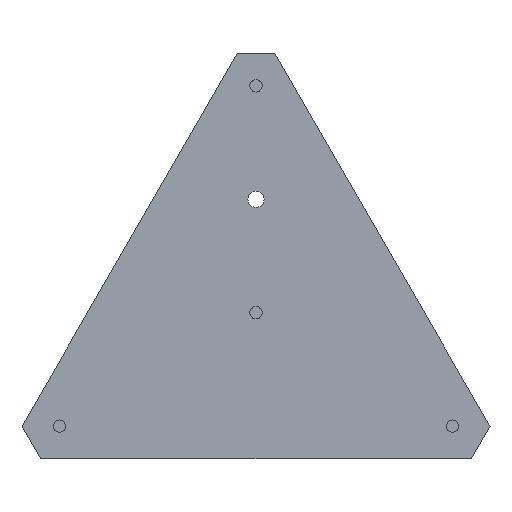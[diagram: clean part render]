
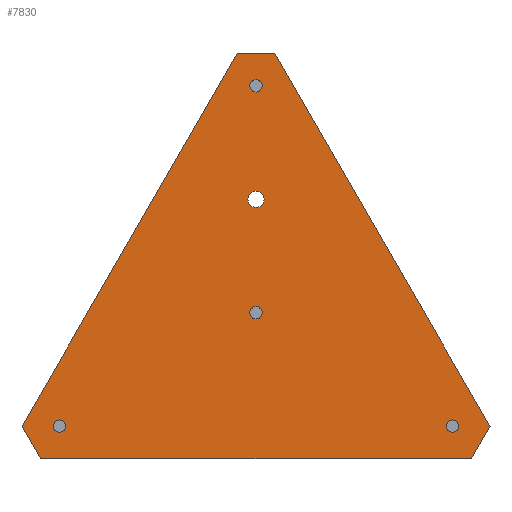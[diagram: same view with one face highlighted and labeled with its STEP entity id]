
A CAD part, front view. The second image highlights one B-rep face of the part: STEP entity #7830.
In plain terms, the highlighted planar face has unit normal (0, -1, 0).
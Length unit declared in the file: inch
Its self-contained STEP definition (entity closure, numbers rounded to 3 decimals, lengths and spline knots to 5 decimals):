
#22 = EDGE_CURVE ( 'NONE', #6848, #861, #6724, .T. ) ;
#211 = DIRECTION ( 'NONE',  ( 0., 0., -1. ) ) ;
#502 = ORIENTED_EDGE ( 'NONE', *, *, #13313, .T. ) ;
#569 = AXIS2_PLACEMENT_3D ( 'NONE', #1430, #14006, #9391 ) ;
#603 = VECTOR ( 'NONE', #7826, 39.37008 ) ;
#700 = DIRECTION ( 'NONE',  ( -1., 0., 0. ) ) ;
#768 = DIRECTION ( 'NONE',  ( 0., 0., -1. ) ) ;
#792 = DIRECTION ( 'NONE',  ( 0., 1., 0. ) ) ;
#804 = CARTESIAN_POINT ( 'NONE',  ( -0.24917, -4.1019, 4.15871 ) ) ;
#812 = ORIENTED_EDGE ( 'NONE', *, *, #12461, .F. ) ;
#861 = VERTEX_POINT ( 'NONE', #804 ) ;
#985 = DIRECTION ( 'NONE',  ( 0., 1., 0. ) ) ;
#1076 = AXIS2_PLACEMENT_3D ( 'NONE', #2036, #10090, #3169 ) ;
#1123 = AXIS2_PLACEMENT_3D ( 'NONE', #14489, #7649, #768 ) ;
#1138 = VERTEX_POINT ( 'NONE', #14333 ) ;
#1158 = VERTEX_POINT ( 'NONE', #14556 ) ;
#1253 = CIRCLE ( 'NONE', #1076, 0.0795 ) ;
#1401 = EDGE_LOOP ( 'NONE', ( #10080, #5994 ) ) ;
#1430 = CARTESIAN_POINT ( 'NONE',  ( 0.04107, -4.1019, 0.15871 ) ) ;
#1594 = ORIENTED_EDGE ( 'NONE', *, *, #8145, .T. ) ;
#1602 = EDGE_CURVE ( 'NONE', #13831, #5523, #6484, .T. ) ;
#1625 = CARTESIAN_POINT ( 'NONE',  ( 3.07207, -4.1019, -1.51179 ) ) ;
#2036 = CARTESIAN_POINT ( 'NONE',  ( -2.98993, -4.1019, -1.59129 ) ) ;
#2100 = LINE ( 'NONE', #8718, #10901 ) ;
#2215 = DIRECTION ( 'NONE',  ( 0., 1., 0. ) ) ;
#2448 = VERTEX_POINT ( 'NONE', #4393 ) ;
#2509 = EDGE_LOOP ( 'NONE', ( #10089, #2836 ) ) ;
#2557 = CARTESIAN_POINT ( 'NONE',  ( 3.65107, -4.1019, -1.59129 ) ) ;
#2616 = DIRECTION ( 'NONE',  ( 0., 1., 0. ) ) ;
#2675 = CARTESIAN_POINT ( 'NONE',  ( -3.56893, -4.1019, -1.59129 ) ) ;
#2693 = CIRCLE ( 'NONE', #1123, 0.0795 ) ;
#2706 = CIRCLE ( 'NONE', #3986, 0.0795 ) ;
#2804 = FACE_BOUND ( 'NONE', #2963, .T. ) ;
#2834 = CIRCLE ( 'NONE', #10782, 0.0795 ) ;
#2836 = ORIENTED_EDGE ( 'NONE', *, *, #9633, .T. ) ;
#2887 = CARTESIAN_POINT ( 'NONE',  ( 0.04107, -4.1019, 2.03371 ) ) ;
#2963 = EDGE_LOOP ( 'NONE', ( #1594, #14272 ) ) ;
#3091 = CARTESIAN_POINT ( 'NONE',  ( 0.04107, -4.1019, 1.90871 ) ) ;
#3132 = VERTEX_POINT ( 'NONE', #13102 ) ;
#3153 = FACE_BOUND ( 'NONE', #2509, .T. ) ;
#3169 = DIRECTION ( 'NONE',  ( 0., 0., -1. ) ) ;
#3394 = AXIS2_PLACEMENT_3D ( 'NONE', #11495, #12215, #9213 ) ;
#3642 = VERTEX_POINT ( 'NONE', #6182 ) ;
#3716 = EDGE_CURVE ( 'NONE', #1138, #8137, #4805, .T. ) ;
#3986 = AXIS2_PLACEMENT_3D ( 'NONE', #7874, #985, #9017 ) ;
#4242 = DIRECTION ( 'NONE',  ( 0., 0., -1. ) ) ;
#4375 = ORIENTED_EDGE ( 'NONE', *, *, #14860, .T. ) ;
#4393 = CARTESIAN_POINT ( 'NONE',  ( -2.98993, -4.1019, -1.67079 ) ) ;
#4512 = CARTESIAN_POINT ( 'NONE',  ( 0.3313, -4.1019, 4.15871 ) ) ;
#4675 = VERTEX_POINT ( 'NONE', #11016 ) ;
#4805 = CIRCLE ( 'NONE', #569, 0.0795 ) ;
#4818 = EDGE_CURVE ( 'NONE', #14690, #7037, #9472, .T. ) ;
#4855 = DIRECTION ( 'NONE',  ( -0.5, 0., -0.866 ) ) ;
#5128 = VECTOR ( 'NONE', #9884, 39.37008 ) ;
#5468 = VECTOR ( 'NONE', #9947, 39.37008 ) ;
#5523 = VERTEX_POINT ( 'NONE', #9792 ) ;
#5847 = FACE_OUTER_BOUND ( 'NONE', #8787, .T. ) ;
#5994 = ORIENTED_EDGE ( 'NONE', *, *, #12869, .T. ) ;
#6008 = CARTESIAN_POINT ( 'NONE',  ( 0.04107, -4.1019, 1.90871 ) ) ;
#6182 = CARTESIAN_POINT ( 'NONE',  ( -2.98993, -4.1019, -1.51179 ) ) ;
#6484 = CIRCLE ( 'NONE', #3394, 0.0795 ) ;
#6540 = EDGE_LOOP ( 'NONE', ( #8000, #4375 ) ) ;
#6724 = LINE ( 'NONE', #2675, #603 ) ;
#6848 = VERTEX_POINT ( 'NONE', #7008 ) ;
#7008 = CARTESIAN_POINT ( 'NONE',  ( -3.56893, -4.1019, -1.59129 ) ) ;
#7037 = VERTEX_POINT ( 'NONE', #1625 ) ;
#7071 = DIRECTION ( 'NONE',  ( 0., 1., 0. ) ) ;
#7124 = ORIENTED_EDGE ( 'NONE', *, *, #8612, .F. ) ;
#7177 = DIRECTION ( 'NONE',  ( 0., 0., -1. ) ) ;
#7649 = DIRECTION ( 'NONE',  ( 0., 1., 0. ) ) ;
#7826 = DIRECTION ( 'NONE',  ( 0.5, 0., 0.866 ) ) ;
#7830 = ADVANCED_FACE ( 'NONE', ( #2804, #3153, #14630, #11584, #8549, #5847 ), #9082, .F. ) ;
#7874 = CARTESIAN_POINT ( 'NONE',  ( 0.04107, -4.1019, 0.15871 ) ) ;
#8000 = ORIENTED_EDGE ( 'NONE', *, *, #14638, .T. ) ;
#8137 = VERTEX_POINT ( 'NONE', #8245 ) ;
#8145 = EDGE_CURVE ( 'NONE', #5523, #13831, #14070, .T. ) ;
#8245 = CARTESIAN_POINT ( 'NONE',  ( 0.04107, -4.1019, 0.23821 ) ) ;
#8549 = FACE_BOUND ( 'NONE', #6540, .T. ) ;
#8612 = EDGE_CURVE ( 'NONE', #3132, #12914, #13707, .T. ) ;
#8718 = CARTESIAN_POINT ( 'NONE',  ( 3.36239, -4.1019, -2.09129 ) ) ;
#8787 = EDGE_LOOP ( 'NONE', ( #11713, #9245, #812, #12735, #7124, #10829 ) ) ;
#8839 = EDGE_CURVE ( 'NONE', #861, #8887, #11557, .T. ) ;
#8887 = VERTEX_POINT ( 'NONE', #11213 ) ;
#9017 = DIRECTION ( 'NONE',  ( 0., 0., -1. ) ) ;
#9082 = PLANE ( 'NONE',  #12918 ) ;
#9128 = CIRCLE ( 'NONE', #11996, 0.125 ) ;
#9213 = DIRECTION ( 'NONE',  ( 0., 0., -1. ) ) ;
#9245 = ORIENTED_EDGE ( 'NONE', *, *, #22, .F. ) ;
#9391 = DIRECTION ( 'NONE',  ( 0., 0., -1. ) ) ;
#9472 = CIRCLE ( 'NONE', #12788, 0.0795 ) ;
#9485 = DIRECTION ( 'NONE',  ( 0., 0., -1. ) ) ;
#9515 = CARTESIAN_POINT ( 'NONE',  ( 0.04107, -4.1019, 3.65871 ) ) ;
#9633 = EDGE_CURVE ( 'NONE', #3642, #2448, #1253, .T. ) ;
#9792 = CARTESIAN_POINT ( 'NONE',  ( 0.04107, -4.1019, 3.57921 ) ) ;
#9884 = DIRECTION ( 'NONE',  ( -0.5, 0., 0.866 ) ) ;
#9947 = DIRECTION ( 'NONE',  ( 1., 0., 0. ) ) ;
#10051 = VECTOR ( 'NONE', #10266, 39.37008 ) ;
#10080 = ORIENTED_EDGE ( 'NONE', *, *, #3716, .T. ) ;
#10089 = ORIENTED_EDGE ( 'NONE', *, *, #14574, .T. ) ;
#10090 = DIRECTION ( 'NONE',  ( 0., 1., 0. ) ) ;
#10259 = DIRECTION ( 'NONE',  ( 0., 0., -1. ) ) ;
#10266 = DIRECTION ( 'NONE',  ( 0.5, 0., -0.866 ) ) ;
#10667 = DIRECTION ( 'NONE',  ( 0., 0., -1. ) ) ;
#10707 = VECTOR ( 'NONE', #4855, 39.37008 ) ;
#10782 = AXIS2_PLACEMENT_3D ( 'NONE', #13919, #7071, #211 ) ;
#10829 = ORIENTED_EDGE ( 'NONE', *, *, #14464, .F. ) ;
#10901 = VECTOR ( 'NONE', #700, 39.37008 ) ;
#11016 = CARTESIAN_POINT ( 'NONE',  ( -3.28026, -4.1019, -2.09129 ) ) ;
#11073 = CARTESIAN_POINT ( 'NONE',  ( 0.3313, -4.1019, 4.15871 ) ) ;
#11129 = DIRECTION ( 'NONE',  ( 0., 1., 0. ) ) ;
#11213 = CARTESIAN_POINT ( 'NONE',  ( 0.3313, -4.1019, 4.15871 ) ) ;
#11232 = LINE ( 'NONE', #13260, #5128 ) ;
#11495 = CARTESIAN_POINT ( 'NONE',  ( 0.04107, -4.1019, 3.65871 ) ) ;
#11557 = LINE ( 'NONE', #11073, #5468 ) ;
#11584 = FACE_BOUND ( 'NONE', #1401, .T. ) ;
#11614 = ORIENTED_EDGE ( 'NONE', *, *, #4818, .T. ) ;
#11713 = ORIENTED_EDGE ( 'NONE', *, *, #8839, .F. ) ;
#11820 = CARTESIAN_POINT ( 'NONE',  ( 3.07207, -4.1019, -1.67079 ) ) ;
#11843 = AXIS2_PLACEMENT_3D ( 'NONE', #9515, #2616, #10667 ) ;
#11889 = EDGE_CURVE ( 'NONE', #12914, #4675, #2100, .T. ) ;
#11996 = AXIS2_PLACEMENT_3D ( 'NONE', #3091, #11129, #4242 ) ;
#12215 = DIRECTION ( 'NONE',  ( 0., 1., 0. ) ) ;
#12284 = AXIS2_PLACEMENT_3D ( 'NONE', #6008, #14013, #7177 ) ;
#12407 = VERTEX_POINT ( 'NONE', #2887 ) ;
#12461 = EDGE_CURVE ( 'NONE', #4675, #6848, #11232, .T. ) ;
#12485 = CARTESIAN_POINT ( 'NONE',  ( 0.04107, -4.1019, 1.90871 ) ) ;
#12735 = ORIENTED_EDGE ( 'NONE', *, *, #11889, .F. ) ;
#12788 = AXIS2_PLACEMENT_3D ( 'NONE', #13837, #792, #9485 ) ;
#12869 = EDGE_CURVE ( 'NONE', #8137, #1138, #2706, .T. ) ;
#12914 = VERTEX_POINT ( 'NONE', #13610 ) ;
#12918 = AXIS2_PLACEMENT_3D ( 'NONE', #12485, #2215, #10259 ) ;
#13102 = CARTESIAN_POINT ( 'NONE',  ( 3.65107, -4.1019, -1.59129 ) ) ;
#13260 = CARTESIAN_POINT ( 'NONE',  ( -3.56893, -4.1019, -1.59129 ) ) ;
#13313 = EDGE_CURVE ( 'NONE', #7037, #14690, #2693, .T. ) ;
#13410 = LINE ( 'NONE', #4512, #10051 ) ;
#13417 = EDGE_LOOP ( 'NONE', ( #11614, #502 ) ) ;
#13610 = CARTESIAN_POINT ( 'NONE',  ( 3.36239, -4.1019, -2.09129 ) ) ;
#13707 = LINE ( 'NONE', #2557, #10707 ) ;
#13831 = VERTEX_POINT ( 'NONE', #14469 ) ;
#13837 = CARTESIAN_POINT ( 'NONE',  ( 3.07207, -4.1019, -1.59129 ) ) ;
#13919 = CARTESIAN_POINT ( 'NONE',  ( -2.98993, -4.1019, -1.59129 ) ) ;
#14006 = DIRECTION ( 'NONE',  ( 0., 1., 0. ) ) ;
#14013 = DIRECTION ( 'NONE',  ( 0., 1., 0. ) ) ;
#14070 = CIRCLE ( 'NONE', #11843, 0.0795 ) ;
#14272 = ORIENTED_EDGE ( 'NONE', *, *, #1602, .T. ) ;
#14293 = CIRCLE ( 'NONE', #12284, 0.125 ) ;
#14333 = CARTESIAN_POINT ( 'NONE',  ( 0.04107, -4.1019, 0.07921 ) ) ;
#14464 = EDGE_CURVE ( 'NONE', #8887, #3132, #13410, .T. ) ;
#14469 = CARTESIAN_POINT ( 'NONE',  ( 0.04107, -4.1019, 3.73821 ) ) ;
#14489 = CARTESIAN_POINT ( 'NONE',  ( 3.07207, -4.1019, -1.59129 ) ) ;
#14556 = CARTESIAN_POINT ( 'NONE',  ( 0.04107, -4.1019, 1.78371 ) ) ;
#14574 = EDGE_CURVE ( 'NONE', #2448, #3642, #2834, .T. ) ;
#14630 = FACE_BOUND ( 'NONE', #13417, .T. ) ;
#14638 = EDGE_CURVE ( 'NONE', #1158, #12407, #14293, .T. ) ;
#14690 = VERTEX_POINT ( 'NONE', #11820 ) ;
#14860 = EDGE_CURVE ( 'NONE', #12407, #1158, #9128, .T. ) ;
